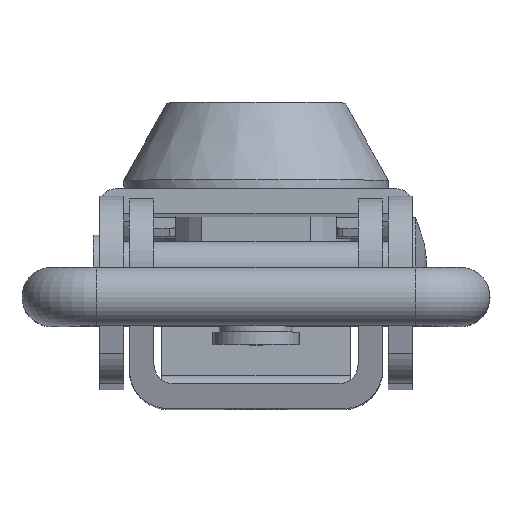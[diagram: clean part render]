
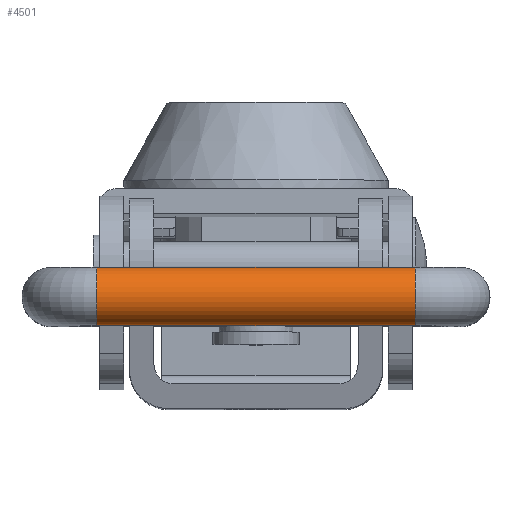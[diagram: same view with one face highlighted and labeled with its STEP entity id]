
A CAD part, top view. The second image highlights one B-rep face of the part: STEP entity #4501.
In plain terms, the highlighted cylindrical face has radius 2.375 mm (diameter 4.75 mm), a full revolution.
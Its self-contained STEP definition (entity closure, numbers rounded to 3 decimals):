
#937=FACE_BOUND('',#1249,.T.);
#1001=FACE_OUTER_BOUND('',#1248,.T.);
#1248=EDGE_LOOP('',(#2868));
#1249=EDGE_LOOP('',(#2869));
#1551=CIRCLE('',#4770,2.375);
#1552=CIRCLE('',#4772,2.375);
#1786=VERTEX_POINT('',#6604);
#1787=VERTEX_POINT('',#6607);
#2222=EDGE_CURVE('',#1786,#1786,#1551,.T.);
#2223=EDGE_CURVE('',#1787,#1787,#1552,.T.);
#2868=ORIENTED_EDGE('',*,*,#2223,.T.);
#2869=ORIENTED_EDGE('',*,*,#2222,.F.);
#4148=CYLINDRICAL_SURFACE('',#4771,2.375);
#4501=ADVANCED_FACE('',(#1001,#937),#4148,.T.);
#4770=AXIS2_PLACEMENT_3D('',#6605,#5265,#5266);
#4771=AXIS2_PLACEMENT_3D('',#6606,#5267,#5268);
#4772=AXIS2_PLACEMENT_3D('',#6608,#5269,#5270);
#5265=DIRECTION('center_axis',(-1.,0.,0.));
#5266=DIRECTION('ref_axis',(0.,0.,
-1.));
#5267=DIRECTION('center_axis',(-1.,0.,0.));
#5268=DIRECTION('ref_axis',(0.,0.,
-1.));
#5269=DIRECTION('center_axis',(-1.,0.,0.));
#5270=DIRECTION('ref_axis',(0.,0.,
-1.));
#6604=CARTESIAN_POINT('',(-12.95,9.036,29.929));
#6605=CARTESIAN_POINT('Origin',(-12.95,9.036,27.554));
#6606=CARTESIAN_POINT('Origin',(12.95,9.036,27.554));
#6607=CARTESIAN_POINT('',(12.95,9.036,25.179));
#6608=CARTESIAN_POINT('Origin',(12.95,9.036,27.554));
